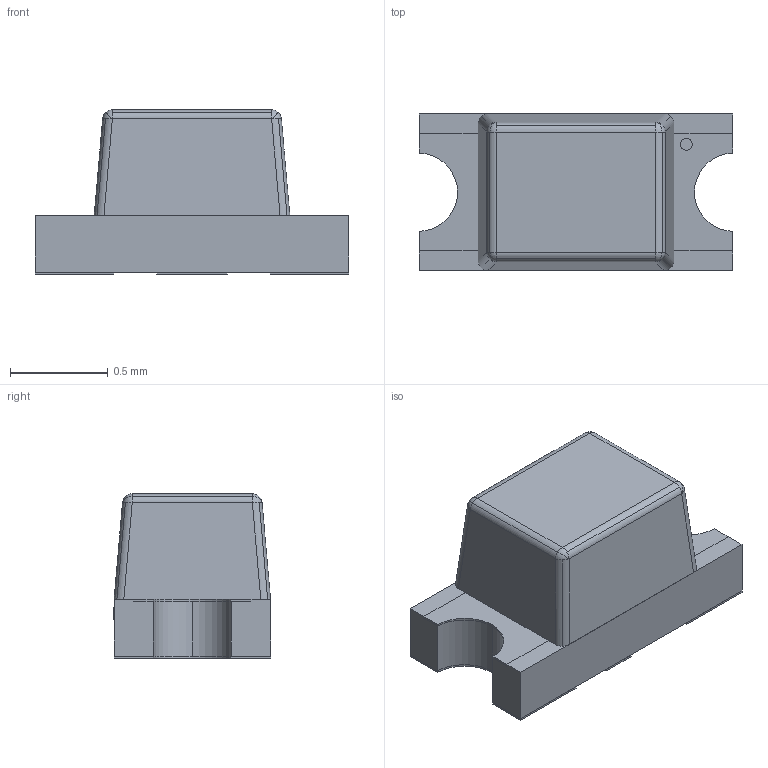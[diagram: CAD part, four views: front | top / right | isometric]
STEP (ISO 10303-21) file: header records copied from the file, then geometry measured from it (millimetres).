
FILE_DESCRIPTION (( 'STEP AP214' ), '1' );
FILE_NAME ('LO Q976-PS-25.STEP', '2024-11-13T07:25:23', ( '' ), ( '' ), 'SwSTEP 2.0', 'SolidWorks 2022', '' );
FILE_SCHEMA (( 'AUTOMOTIVE_DESIGN' ));
Length unit declared in the file: millimetre
Products named in the file (1): LO Q976-PS-25
Bounding box: 1.6 x 0.8 x 0.84 mm (x, y, z)
Volume: 0.7 mm3; surface area: 9.4 mm2
Topology: 13 solids, 13 shells, 173 faces, 429 edges, 282 vertices
Faces by surface type: plane 115, cylinder 26, bspline 24, sphere 8
Entity records: 5598 total; most frequent: CARTESIAN_POINT 1456, ORIENTED_EDGE 858, DIRECTION 728, EDGE_CURVE 429, VECTOR 316, LINE 316, VERTEX_POINT 282, AXIS2_PLACEMENT_3D 206
